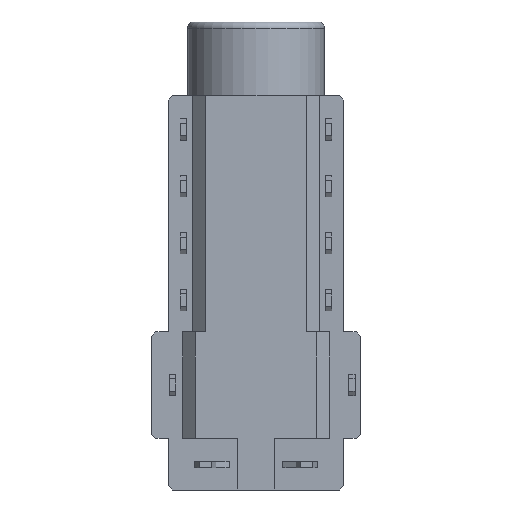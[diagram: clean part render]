
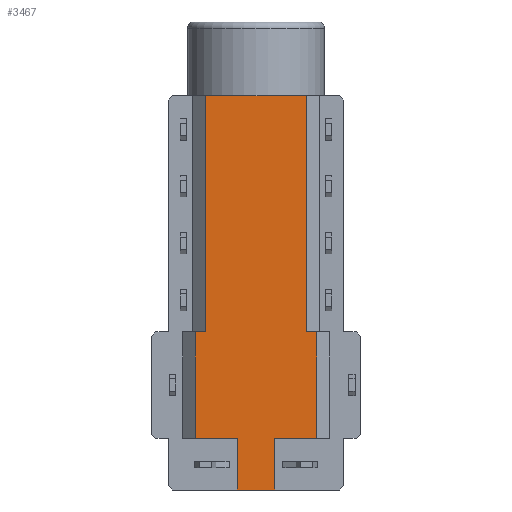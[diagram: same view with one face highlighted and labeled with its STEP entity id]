
A CAD part, front view. The second image highlights one B-rep face of the part: STEP entity #3467.
In plain terms, the highlighted planar face has unit normal (0, -1, 0).
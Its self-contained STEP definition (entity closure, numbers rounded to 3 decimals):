
#3355 = VERTEX_POINT('',#3356);
#3356 = CARTESIAN_POINT('',(-2.4,-3.25,13.725));
#3362 = EDGE_CURVE('',#3355,#3363,#3365,.T.);
#3363 = VERTEX_POINT('',#3364);
#3364 = CARTESIAN_POINT('',(0.,-3.25,13.725));
#3365 = LINE('',#3366,#3367);
#3366 = CARTESIAN_POINT('',(-2.4,-3.25,13.725));
#3367 = VECTOR('',#3368,1.);
#3368 = DIRECTION('',(1.,0.,0.));
#3441 = VERTEX_POINT('',#3442);
#3442 = CARTESIAN_POINT('',(2.4,-3.25,2.525));
#3450 = VERTEX_POINT('',#3451);
#3451 = CARTESIAN_POINT('',(2.4,-3.25,13.725));
#3457 = EDGE_CURVE('',#3441,#3450,#3458,.T.);
#3458 = LINE('',#3459,#3460);
#3459 = CARTESIAN_POINT('',(2.4,-3.25,-2.525));
#3460 = VECTOR('',#3461,1.);
#3461 = DIRECTION('',(0.,0.,1.));
#3467 = ADVANCED_FACE('',(#3468),#3556,.T.);
#3468 = FACE_BOUND('',#3469,.T.);
#3469 = EDGE_LOOP('',(#3470,#3480,#3488,#3496,#3502,#3503,#3509,#3510,
    #3518,#3526,#3534,#3542,#3550));
#3470 = ORIENTED_EDGE('',*,*,#3471,.F.);
#3471 = EDGE_CURVE('',#3472,#3474,#3476,.T.);
#3472 = VERTEX_POINT('',#3473);
#3473 = CARTESIAN_POINT('',(0.9,-3.25,-2.525));
#3474 = VERTEX_POINT('',#3475);
#3475 = CARTESIAN_POINT('',(0.9,-3.25,-4.975));
#3476 = LINE('',#3477,#3478);
#3477 = CARTESIAN_POINT('',(0.9,-3.25,-0.341));
#3478 = VECTOR('',#3479,1.);
#3479 = DIRECTION('',(-0.,-0.,-1.));
#3480 = ORIENTED_EDGE('',*,*,#3481,.T.);
#3481 = EDGE_CURVE('',#3472,#3482,#3484,.T.);
#3482 = VERTEX_POINT('',#3483);
#3483 = CARTESIAN_POINT('',(2.875,-3.25,-2.525));
#3484 = LINE('',#3485,#3486);
#3485 = CARTESIAN_POINT('',(-2.875,-3.25,-2.525));
#3486 = VECTOR('',#3487,1.);
#3487 = DIRECTION('',(1.,0.,0.));
#3488 = ORIENTED_EDGE('',*,*,#3489,.F.);
#3489 = EDGE_CURVE('',#3490,#3482,#3492,.T.);
#3490 = VERTEX_POINT('',#3491);
#3491 = CARTESIAN_POINT('',(2.875,-3.25,2.525));
#3492 = LINE('',#3493,#3494);
#3493 = CARTESIAN_POINT('',(2.875,-3.25,2.525));
#3494 = VECTOR('',#3495,1.);
#3495 = DIRECTION('',(-0.,-0.,-1.));
#3496 = ORIENTED_EDGE('',*,*,#3497,.F.);
#3497 = EDGE_CURVE('',#3441,#3490,#3498,.T.);
#3498 = LINE('',#3499,#3500);
#3499 = CARTESIAN_POINT('',(-2.875,-3.25,2.525));
#3500 = VECTOR('',#3501,1.);
#3501 = DIRECTION('',(1.,0.,0.));
#3502 = ORIENTED_EDGE('',*,*,#3457,.T.);
#3503 = ORIENTED_EDGE('',*,*,#3504,.F.);
#3504 = EDGE_CURVE('',#3363,#3450,#3505,.T.);
#3505 = LINE('',#3506,#3507);
#3506 = CARTESIAN_POINT('',(-2.4,-3.25,13.725));
#3507 = VECTOR('',#3508,1.);
#3508 = DIRECTION('',(1.,0.,0.));
#3509 = ORIENTED_EDGE('',*,*,#3362,.F.);
#3510 = ORIENTED_EDGE('',*,*,#3511,.F.);
#3511 = EDGE_CURVE('',#3512,#3355,#3514,.T.);
#3512 = VERTEX_POINT('',#3513);
#3513 = CARTESIAN_POINT('',(-2.4,-3.25,2.525));
#3514 = LINE('',#3515,#3516);
#3515 = CARTESIAN_POINT('',(-2.4,-3.25,-2.525));
#3516 = VECTOR('',#3517,1.);
#3517 = DIRECTION('',(0.,0.,1.));
#3518 = ORIENTED_EDGE('',*,*,#3519,.F.);
#3519 = EDGE_CURVE('',#3520,#3512,#3522,.T.);
#3520 = VERTEX_POINT('',#3521);
#3521 = CARTESIAN_POINT('',(-2.875,-3.25,2.525));
#3522 = LINE('',#3523,#3524);
#3523 = CARTESIAN_POINT('',(-2.875,-3.25,2.525));
#3524 = VECTOR('',#3525,1.);
#3525 = DIRECTION('',(1.,0.,0.));
#3526 = ORIENTED_EDGE('',*,*,#3527,.T.);
#3527 = EDGE_CURVE('',#3520,#3528,#3530,.T.);
#3528 = VERTEX_POINT('',#3529);
#3529 = CARTESIAN_POINT('',(-2.875,-3.25,-2.525));
#3530 = LINE('',#3531,#3532);
#3531 = CARTESIAN_POINT('',(-2.875,-3.25,2.525));
#3532 = VECTOR('',#3533,1.);
#3533 = DIRECTION('',(-0.,-0.,-1.));
#3534 = ORIENTED_EDGE('',*,*,#3535,.T.);
#3535 = EDGE_CURVE('',#3528,#3536,#3538,.T.);
#3536 = VERTEX_POINT('',#3537);
#3537 = CARTESIAN_POINT('',(-0.9,-3.25,-2.525));
#3538 = LINE('',#3539,#3540);
#3539 = CARTESIAN_POINT('',(-2.875,-3.25,-2.525));
#3540 = VECTOR('',#3541,1.);
#3541 = DIRECTION('',(1.,0.,0.));
#3542 = ORIENTED_EDGE('',*,*,#3543,.T.);
#3543 = EDGE_CURVE('',#3536,#3544,#3546,.T.);
#3544 = VERTEX_POINT('',#3545);
#3545 = CARTESIAN_POINT('',(-0.9,-3.25,-4.975));
#3546 = LINE('',#3547,#3548);
#3547 = CARTESIAN_POINT('',(-0.9,-3.25,-0.341));
#3548 = VECTOR('',#3549,1.);
#3549 = DIRECTION('',(-0.,-0.,-1.));
#3550 = ORIENTED_EDGE('',*,*,#3551,.F.);
#3551 = EDGE_CURVE('',#3474,#3544,#3552,.T.);
#3552 = LINE('',#3553,#3554);
#3553 = CARTESIAN_POINT('',(-2.4,-3.25,-4.975));
#3554 = VECTOR('',#3555,1.);
#3555 = DIRECTION('',(-1.,0.,-0.));
#3556 = PLANE('',#3557);
#3557 = AXIS2_PLACEMENT_3D('',#3558,#3559,#3560);
#3558 = CARTESIAN_POINT('',(-2.4,-3.25,-2.525));
#3559 = DIRECTION('',(0.,-1.,0.));
#3560 = DIRECTION('',(1.,0.,0.));
